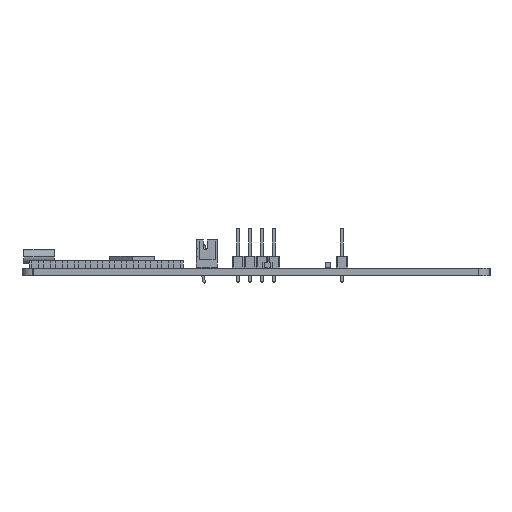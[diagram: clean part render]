
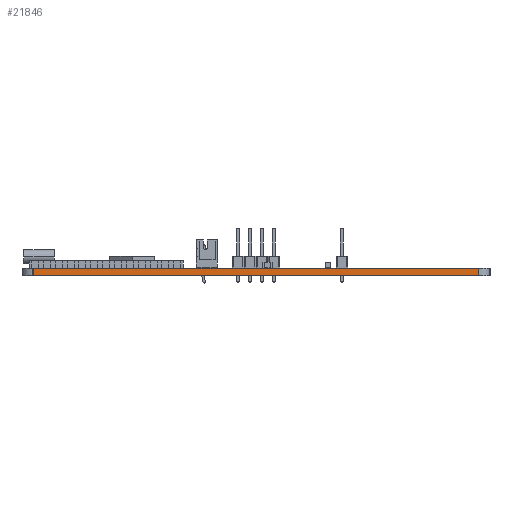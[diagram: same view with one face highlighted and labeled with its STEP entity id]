
A CAD part, left-side view. The second image highlights one B-rep face of the part: STEP entity #21846.
In plain terms, the highlighted planar face has unit normal (-1, 0, 0).
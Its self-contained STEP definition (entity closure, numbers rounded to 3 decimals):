
#8678 = VERTEX_POINT('',#8679);
#8679 = CARTESIAN_POINT('',(20.,-20.381,0.));
#8685 = EDGE_CURVE('',#8686,#8678,#8688,.T.);
#8686 = VERTEX_POINT('',#8687);
#8687 = CARTESIAN_POINT('',(20.,-115.819,0.));
#8688 = LINE('',#8689,#8690);
#8689 = CARTESIAN_POINT('',(20.,-115.819,0.));
#8690 = VECTOR('',#8691,1.);
#8691 = DIRECTION('',(0.,1.,0.));
#15223 = VERTEX_POINT('',#15224);
#15224 = CARTESIAN_POINT('',(20.,-20.381,1.6));
#15230 = EDGE_CURVE('',#15231,#15223,#15233,.T.);
#15231 = VERTEX_POINT('',#15232);
#15232 = CARTESIAN_POINT('',(20.,-115.819,1.6));
#15233 = LINE('',#15234,#15235);
#15234 = CARTESIAN_POINT('',(20.,-115.819,1.6));
#15235 = VECTOR('',#15236,1.);
#15236 = DIRECTION('',(0.,1.,0.));
#21816 = EDGE_CURVE('',#8678,#15223,#21817,.T.);
#21817 = LINE('',#21818,#21819);
#21818 = CARTESIAN_POINT('',(20.,-20.381,0.));
#21819 = VECTOR('',#21820,1.);
#21820 = DIRECTION('',(0.,0.,1.));
#21846 = ADVANCED_FACE('',(#21847),#21858,.T.);
#21847 = FACE_BOUND('',#21848,.T.);
#21848 = EDGE_LOOP('',(#21849,#21855,#21856,#21857));
#21849 = ORIENTED_EDGE('',*,*,#21850,.T.);
#21850 = EDGE_CURVE('',#8686,#15231,#21851,.T.);
#21851 = LINE('',#21852,#21853);
#21852 = CARTESIAN_POINT('',(20.,-115.819,0.));
#21853 = VECTOR('',#21854,1.);
#21854 = DIRECTION('',(0.,0.,1.));
#21855 = ORIENTED_EDGE('',*,*,#15230,.T.);
#21856 = ORIENTED_EDGE('',*,*,#21816,.F.);
#21857 = ORIENTED_EDGE('',*,*,#8685,.F.);
#21858 = PLANE('',#21859);
#21859 = AXIS2_PLACEMENT_3D('',#21860,#21861,#21862);
#21860 = CARTESIAN_POINT('',(20.,-115.819,0.));
#21861 = DIRECTION('',(-1.,0.,0.));
#21862 = DIRECTION('',(0.,1.,0.));
